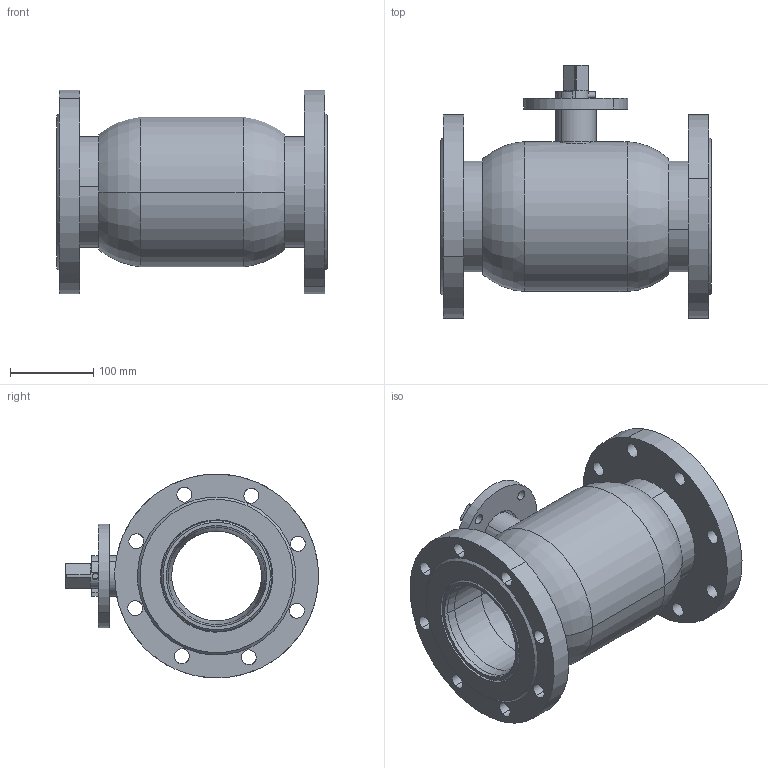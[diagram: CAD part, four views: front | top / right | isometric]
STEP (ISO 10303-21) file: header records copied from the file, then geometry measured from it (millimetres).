
FILE_DESCRIPTION (( 'STEP AP214' ), '1' );
FILE_NAME ('DN125法兰球阀PN16.STEP', '2024-03-31T03:28:15', ( '' ), ( '' ), 'SwSTEP 2.0', 'SolidWorks 2019', '' );
FILE_SCHEMA (( 'AUTOMOTIVE_DESIGN' ));
Length unit declared in the file: millimetre
Products named in the file (8): Q61F-125-16詩种; Q61F-125-3概裝; DN125楊擘⑩概PN16; 125楊擘1.6; Q61F-125-5粣杶; Q61F-125-4傻諉; 125-150攫; Q61F-125-1概极樓馱
Assembly tree (9 placements, depth 2):
  DN125楊擘⑩概PN16
    Q61F-125-1概极樓馱
    Q61F-125-5粣杶
    Q61F-125-3概裝
    Q61F-125-4傻諉  x2
    125-150攫
    125楊擘1.6  x2
    Q61F-125-16詩种
Bounding box: 325 x 303.92 x 244.91 mm (x, y, z)
Volume: 3122862.5 mm3; surface area: 695967.3 mm2
Topology: 9 solids, 9 shells, 225 faces, 523 edges, 330 vertices
Faces by surface type: cylinder 123, plane 58, torus 22, cone 22
Entity records: 6180 total; most frequent: CARTESIAN_POINT 1280, DIRECTION 981, ORIENTED_EDGE 806, AXIS2_PLACEMENT_3D 411, EDGE_CURVE 403, VERTEX_POINT 256, CIRCLE 226, EDGE_LOOP 223
